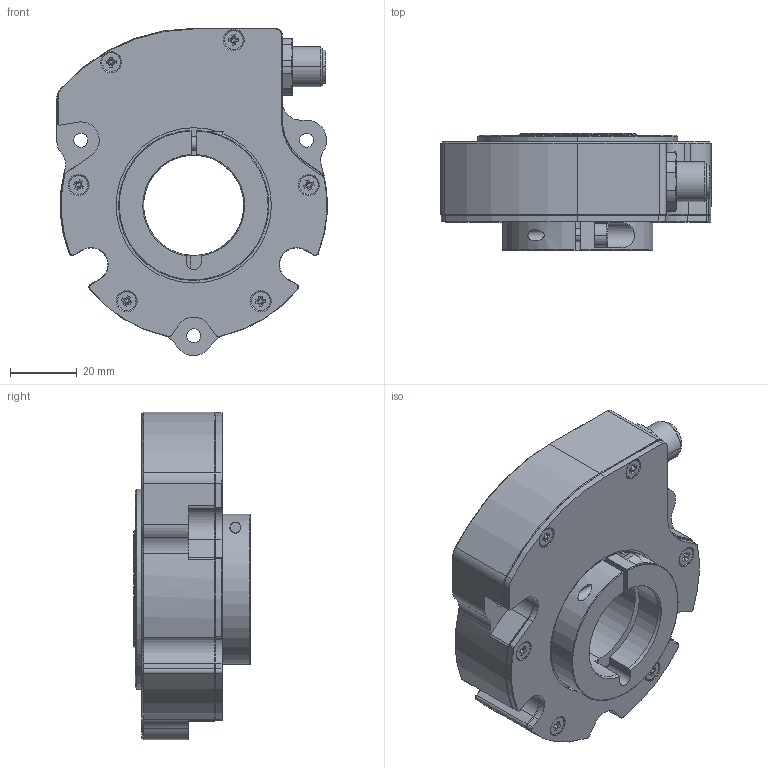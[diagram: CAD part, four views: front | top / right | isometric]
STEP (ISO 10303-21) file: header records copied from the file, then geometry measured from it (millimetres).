
FILE_DESCRIPTION (( 'STEP AP203' ), '1' );
FILE_NAME ('M042_HHU930-GMR.STEP', '2018-06-13T11:26:20', ( '' ), ( '' ), 'SwSTEP 2.0', 'SolidWorks 2016', '' );
FILE_SCHEMA (( 'CONFIG_CONTROL_DESIGN' ));
Length unit declared in the file: millimetre
Products named in the file (1): M042_HHU930-GMR
Bounding box: 80.97 x 35 x 98 mm (x, y, z)
Surface area: 36177.5 mm2 (no closed solid volume)
Topology: 0 solids, 25 shells, 440 faces, 1238 edges, 825 vertices
Faces by surface type: plane 173, cylinder 154, cone 106, torus 7
Entity records: 14418 total; most frequent: CARTESIAN_POINT 2706, DIRECTION 2618, ORIENTED_EDGE 2185, EDGE_CURVE 1238, AXIS2_PLACEMENT_3D 973, VERTEX_POINT 825, LINE 672, VECTOR 672
